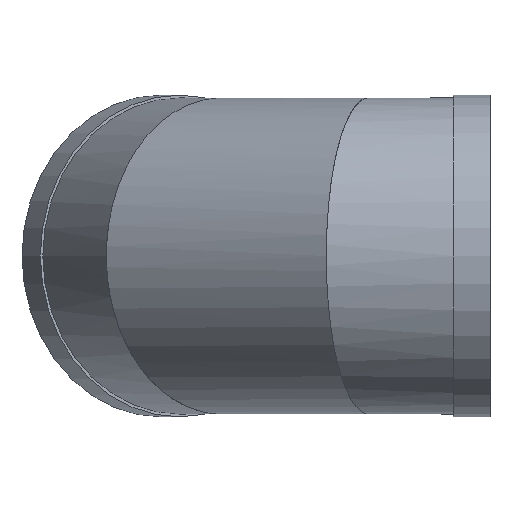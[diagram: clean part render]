
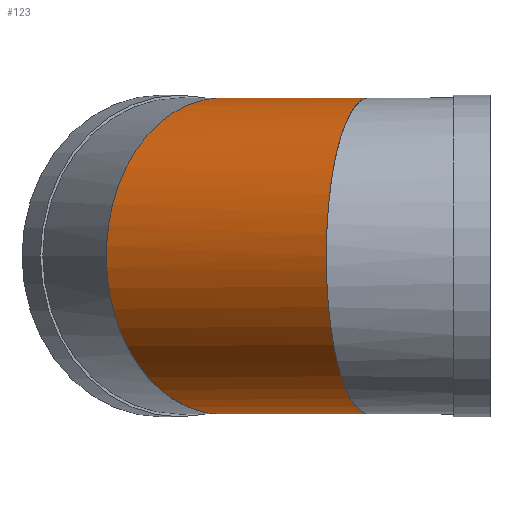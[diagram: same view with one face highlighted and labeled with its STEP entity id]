
A CAD part, left-side view. The second image highlights one B-rep face of the part: STEP entity #123.
In plain terms, the highlighted cylindrical face has radius 280 mm (diameter 560 mm), a full revolution.
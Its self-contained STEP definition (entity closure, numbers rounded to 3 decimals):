
#123 = ADVANCED_FACE( '', ( #222, #223 ), #224, .T. );
#222 = FACE_OUTER_BOUND( '', #316, .T. );
#223 = FACE_OUTER_BOUND( '', #317, .T. );
#224 = CYLINDRICAL_SURFACE( '', #318, 280. );
#316 = EDGE_LOOP( '', ( #416 ) );
#317 = EDGE_LOOP( '', ( #417 ) );
#318 = AXIS2_PLACEMENT_3D( '', #418, #419, #420 );
#416 = ORIENTED_EDGE( '', *, *, #506, .T. );
#417 = ORIENTED_EDGE( '', *, *, #507, .T. );
#418 = CARTESIAN_POINT( '', ( 355.026, 829.974, 0. ) );
#419 = DIRECTION( '', ( 0.5, 0.866, 0. ) );
#420 = DIRECTION( '', ( 0.866, -0.5, 0. ) );
#506 = EDGE_CURVE( '', #560, #560, #561, .T. );
#507 = EDGE_CURVE( '', #562, #562, #563, .T. );
#560 = VERTEX_POINT( '', #620 );
#561 = ELLIPSE( '', #621, 289.877, 280. );
#562 = VERTEX_POINT( '', #622 );
#563 = ELLIPSE( '', #623, 289.877, 280. );
#620 = CARTESIAN_POINT( '', ( 355.026, 269.974, 0. ) );
#621 = AXIS2_PLACEMENT_3D( '', #684, #685, #686 );
#622 = CARTESIAN_POINT( '', ( -280., 290.077, 0. ) );
#623 = AXIS2_PLACEMENT_3D( '', #687, #688, #689 );
#684 = CARTESIAN_POINT( '', ( 150.052, 474.948, 0. ) );
#685 = DIRECTION( '', ( -0.707, -0.707, 0. ) );
#686 = DIRECTION( '', ( 0.707, -0.707, 0. ) );
#687 = CARTESIAN_POINT( '', ( 0., 215.052, 0. ) );
#688 = DIRECTION( '', ( 0.259, 0.966, 0. ) );
#689 = DIRECTION( '', ( -0.966, 0.259, 0. ) );
